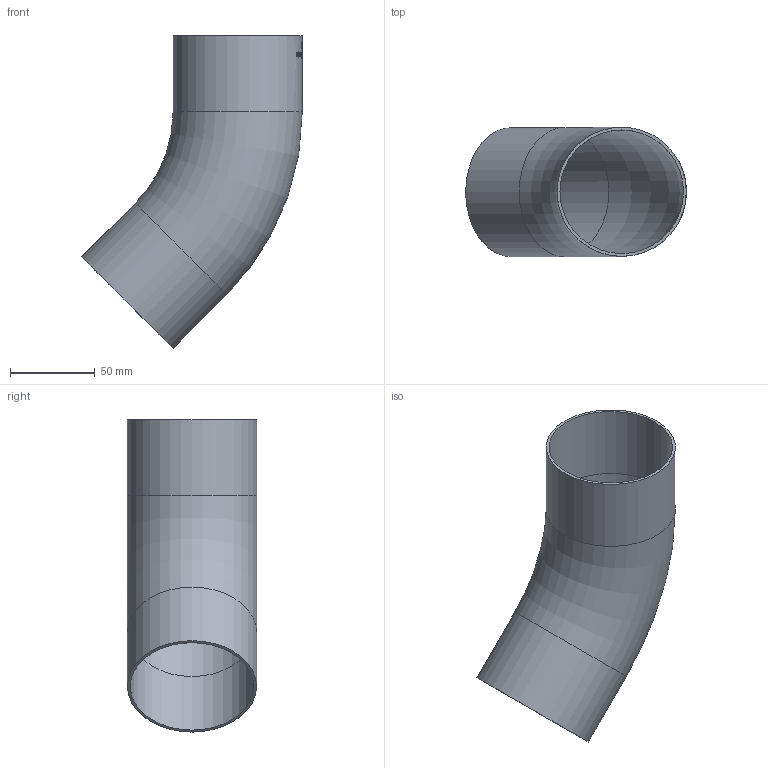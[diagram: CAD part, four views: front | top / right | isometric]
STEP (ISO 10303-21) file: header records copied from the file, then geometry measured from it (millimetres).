
FILE_DESCRIPTION(/* description */ (''),/* implementation_level */ '2;1');
FILE_NAME(/* name */ 'S2KS-3.stp',/* time_stamp */ '2018-11-26T16:52:59-05:00',/* author */ ('ken'),/* organization */ (''),/* preprocessor_version */ 'ST-DEVELOPER v15.2',/* originating_system */ 'Autodesk Inventor 2014',/* authorisation */ '');
FILE_SCHEMA (('AUTOMOTIVE_DESIGN { 1 0 10303 214 3 1 1 }'));
Length unit declared in the file: inch
Products named in the file (1): S2KS-3
Bounding box: 130.15 x 76.2 x 184.12 mm (x, y, z)
Volume: 69294.8 mm3; surface area: 84764 mm2
Topology: 1 solids, 1 shells, 335 faces, 915 edges, 610 vertices
Faces by surface type: bspline 181, plane 120, cylinder 32, torus 2
Full cylindrical faces by diameter (mm): 72.898 x2, 76.2 x2
Entity records: 13809 total; most frequent: CARTESIAN_POINT 6421, ORIENTED_EDGE 1810, DIRECTION 995, EDGE_CURVE 905, VERTEX_POINT 606, LINE 401, VECTOR 401, EDGE_LOOP 371
